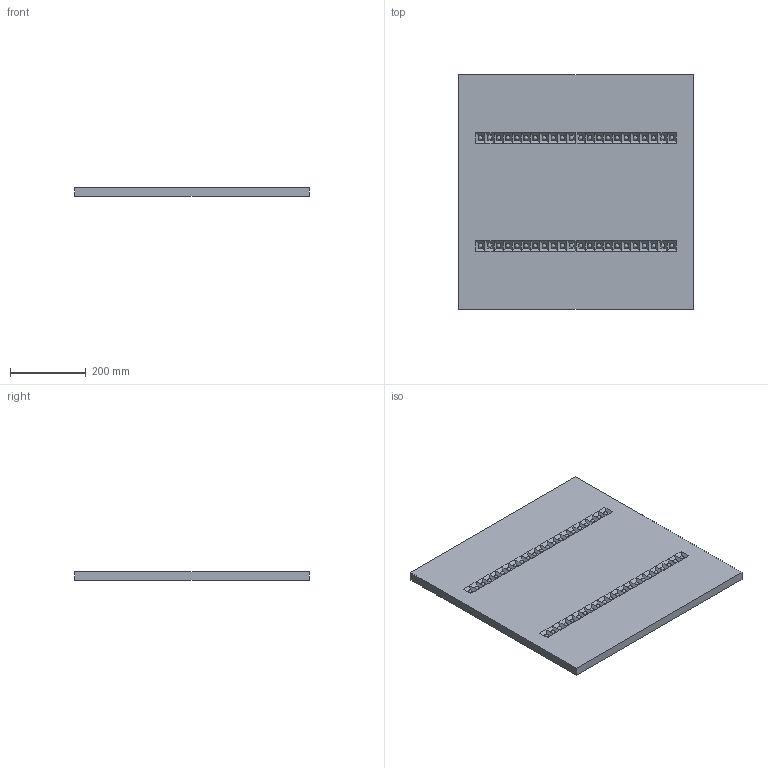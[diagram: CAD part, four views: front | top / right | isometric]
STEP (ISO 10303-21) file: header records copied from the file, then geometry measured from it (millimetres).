
FILE_DESCRIPTION (( 'STEP AP214' ), '1' );
FILE_NAME ('PL_INDV_625.STEP', '2022-06-22T08:02:38', ( '' ), ( '' ), 'SwSTEP 2.0', 'SolidWorks 2020', '' );
FILE_SCHEMA (( 'AUTOMOTIVE_DESIGN' ));
Length unit declared in the file: millimetre
Products named in the file (1): PL_INDV_625
Bounding box: 620 x 620 x 22.65 mm (x, y, z)
Volume: 8581160 mm3; surface area: 841020.3 mm2
Topology: 1 solids, 1 shells, 270 faces, 674 edges, 408 vertices
Faces by surface type: plane 226, sphere 44
Entity records: 6772 total; most frequent: CARTESIAN_POINT 1133, DIRECTION 1128, ORIENTED_EDGE 1084, EDGE_CURVE 542, VECTOR 498, LINE 498, VERTEX_POINT 320, EDGE_LOOP 316
